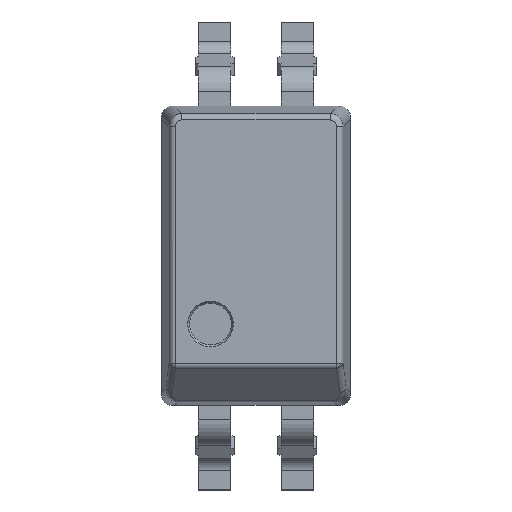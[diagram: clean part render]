
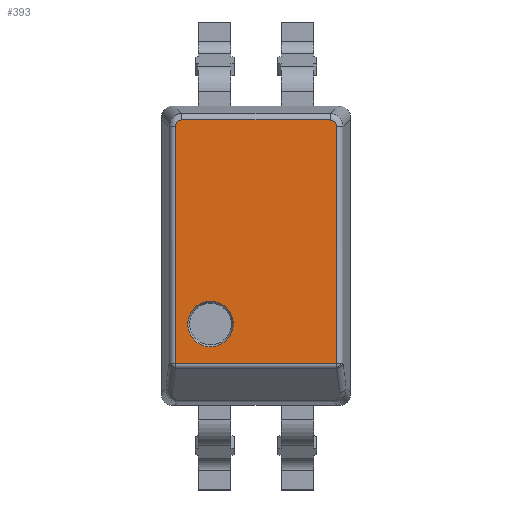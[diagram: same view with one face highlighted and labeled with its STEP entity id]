
A CAD part, top view. The second image highlights one B-rep face of the part: STEP entity #393.
In plain terms, the highlighted planar face has unit normal (0, 0, 1).
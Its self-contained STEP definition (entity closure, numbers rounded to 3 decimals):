
#393=ADVANCED_FACE('',(#1929,#1931),#1933,.T.);
#1929=FACE_BOUND('',#1930,.T.);
#1930=EDGE_LOOP('',(#3188,#3189,#3190,#3191,#3192,#3193));
#1931=FACE_BOUND('',#1932,.T.);
#1932=EDGE_LOOP('',(#3194));
#1933=PLANE('',#1934);
#1934=AXIS2_PLACEMENT_3D('',#1935,#1936,#1937);
#1935=CARTESIAN_POINT('',(0.,0.,2.4));
#1936=DIRECTION('',(0.,0.,1.));
#1937=DIRECTION('',(1.,0.,0.));
#3188=ORIENTED_EDGE('',*,*,#3900,.T.);
#3189=ORIENTED_EDGE('',*,*,#3901,.T.);
#3190=ORIENTED_EDGE('',*,*,#3902,.F.);
#3191=ORIENTED_EDGE('',*,*,#3903,.T.);
#3192=ORIENTED_EDGE('',*,*,#3904,.F.);
#3193=ORIENTED_EDGE('',*,*,#3905,.T.);
#3194=ORIENTED_EDGE('',*,*,#3906,.T.);
#3900=EDGE_CURVE('',#4338,#4339,#4340,.T.);
#3901=EDGE_CURVE('',#4339,#4341,#4342,.T.);
#3902=EDGE_CURVE('',#4343,#4341,#4344,.F.);
#3903=EDGE_CURVE('',#4343,#4345,#4346,.T.);
#3904=EDGE_CURVE('',#4347,#4345,#4348,.F.);
#3905=EDGE_CURVE('',#4347,#4338,#4349,.T.);
#3906=EDGE_CURVE('',#4350,#4350,#4351,.F.);
#4338=VERTEX_POINT('',#5138);
#4339=VERTEX_POINT('',#5139);
#4340=LINE('',#5140,#5141);
#4341=VERTEX_POINT('',#5143);
#4342=LINE('',#5144,#5145);
#4343=VERTEX_POINT('',#5147);
#4344=(BOUNDED_CURVE()B_SPLINE_CURVE(3,
(#5148,#5149,#5150,#5151),
.UNSPECIFIED.,.F.,.F.)B_SPLINE_CURVE_WITH_KNOTS((4,4),
(0.,1.),
.UNSPECIFIED.)CURVE()GEOMETRIC_REPRESENTATION_ITEM()RATIONAL_B_SPLINE_CURVE((1.,
0.808,0.808,1.))REPRESENTATION_ITEM(''));
#4345=VERTEX_POINT('',#5152);
#4346=LINE('',#5153,#5154);
#4347=VERTEX_POINT('',#5156);
#4348=(BOUNDED_CURVE()B_SPLINE_CURVE(3,
(#5157,#5158,#5159,#5160),
.UNSPECIFIED.,.F.,.F.)B_SPLINE_CURVE_WITH_KNOTS((4,4),
(0.,1.),
.UNSPECIFIED.)CURVE()GEOMETRIC_REPRESENTATION_ITEM()RATIONAL_B_SPLINE_CURVE((1.,
0.808,0.808,1.))REPRESENTATION_ITEM(''));
#4349=LINE('',#5161,#5162);
#4350=VERTEX_POINT('',#5164);
#4351=CIRCLE('',#5165,0.35);
#5138=CARTESIAN_POINT('',(-1.239,-1.659,2.4));
#5139=CARTESIAN_POINT('',(1.239,-1.659,2.4));
#5140=CARTESIAN_POINT('',(-1.239,-1.659,2.4));
#5141=VECTOR('',#5142,1.);
#5142=DIRECTION('',(1.,0.,0.));
#5143=CARTESIAN_POINT('',(1.239,1.989,2.4));
#5144=CARTESIAN_POINT('',(1.239,-1.659,2.4));
#5145=VECTOR('',#5146,1.);
#5146=DIRECTION('',(0.,1.,0.));
#5147=CARTESIAN_POINT('',(1.139,2.089,2.4));
#5148=CARTESIAN_POINT('',(1.239,1.989,2.4));
#5149=CARTESIAN_POINT('',(1.239,2.048,2.4));
#5150=CARTESIAN_POINT('',(1.198,2.089,2.4));
#5151=CARTESIAN_POINT('',(1.139,2.089,2.4));
#5152=CARTESIAN_POINT('',(-1.139,2.089,2.4));
#5153=CARTESIAN_POINT('',(1.139,2.089,2.4));
#5154=VECTOR('',#5155,1.);
#5155=DIRECTION('',(-1.,0.,0.));
#5156=CARTESIAN_POINT('',(-1.239,1.989,2.4));
#5157=CARTESIAN_POINT('',(-1.139,2.089,2.4));
#5158=CARTESIAN_POINT('',(-1.198,2.089,2.4));
#5159=CARTESIAN_POINT('',(-1.239,2.048,2.4));
#5160=CARTESIAN_POINT('',(-1.239,1.989,2.4));
#5161=CARTESIAN_POINT('',(-1.239,1.989,2.4));
#5162=VECTOR('',#5163,1.);
#5163=DIRECTION('',(0.,-1.,0.));
#5164=CARTESIAN_POINT('',(-0.35,-1.05,2.4));
#5165=AXIS2_PLACEMENT_3D('',#5166,#5167,#5168);
#5166=CARTESIAN_POINT('',(-0.7,-1.05,2.4));
#5167=DIRECTION('',(0.,0.,1.));
#5168=DIRECTION('',(1.,0.,0.));
